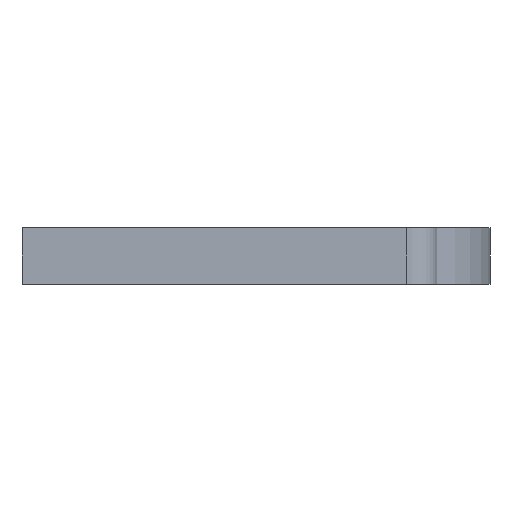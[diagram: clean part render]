
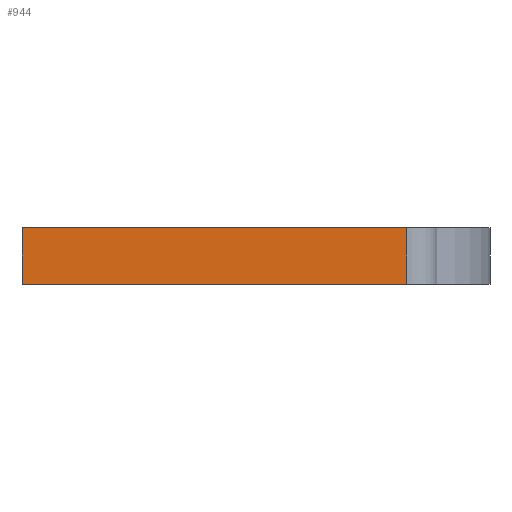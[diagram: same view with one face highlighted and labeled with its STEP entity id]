
A CAD part, front view. The second image highlights one B-rep face of the part: STEP entity #944.
In plain terms, the highlighted planar face has unit normal (0, -1, 0).
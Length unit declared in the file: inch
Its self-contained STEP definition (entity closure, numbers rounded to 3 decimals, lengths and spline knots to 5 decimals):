
#35 = VECTOR ( 'NONE', #1034, 39.37008 ) ;
#42 = CARTESIAN_POINT ( 'NONE',  ( 2.55, 0., 0. ) ) ;
#51 = CARTESIAN_POINT ( 'NONE',  ( 0., 0., 0. ) ) ;
#57 = CARTESIAN_POINT ( 'NONE',  ( 0., 0., 0.375 ) ) ;
#60 = EDGE_LOOP ( 'NONE', ( #555, #919, #183, #1149 ) ) ;
#77 = CARTESIAN_POINT ( 'NONE',  ( 0., 0., 0.375 ) ) ;
#99 = AXIS2_PLACEMENT_3D ( 'NONE', #77, #599, #517 ) ;
#122 = DIRECTION ( 'NONE',  ( 1., 0., 0. ) ) ;
#126 = CARTESIAN_POINT ( 'NONE',  ( 2.55, 0., 0.375 ) ) ;
#142 = EDGE_CURVE ( 'NONE', #614, #870, #1106, .T. ) ;
#183 = ORIENTED_EDGE ( 'NONE', *, *, #338, .F. ) ;
#252 = LINE ( 'NONE', #332, #822 ) ;
#265 = EDGE_CURVE ( 'NONE', #507, #319, #252, .T. ) ;
#319 = VERTEX_POINT ( 'NONE', #550 ) ;
#324 = LINE ( 'NONE', #57, #618 ) ;
#332 = CARTESIAN_POINT ( 'NONE',  ( 0., 0., 0.375 ) ) ;
#338 = EDGE_CURVE ( 'NONE', #507, #870, #324, .T. ) ;
#507 = VERTEX_POINT ( 'NONE', #579 ) ;
#517 = DIRECTION ( 'NONE',  ( 0., 0., 1. ) ) ;
#550 = CARTESIAN_POINT ( 'NONE',  ( 0., 0., 0. ) ) ;
#555 = ORIENTED_EDGE ( 'NONE', *, *, #604, .T. ) ;
#579 = CARTESIAN_POINT ( 'NONE',  ( 0., 0., 0.375 ) ) ;
#599 = DIRECTION ( 'NONE',  ( 0., 1., 0. ) ) ;
#604 = EDGE_CURVE ( 'NONE', #319, #614, #1024, .T. ) ;
#614 = VERTEX_POINT ( 'NONE', #42 ) ;
#618 = VECTOR ( 'NONE', #774, 39.37008 ) ;
#702 = DIRECTION ( 'NONE',  ( 0., 0., -1. ) ) ;
#774 = DIRECTION ( 'NONE',  ( 1., 0., 0. ) ) ;
#792 = PLANE ( 'NONE',  #99 ) ;
#797 = VECTOR ( 'NONE', #122, 39.37008 ) ;
#822 = VECTOR ( 'NONE', #702, 39.37008 ) ;
#870 = VERTEX_POINT ( 'NONE', #1170 ) ;
#919 = ORIENTED_EDGE ( 'NONE', *, *, #142, .T. ) ;
#944 = ADVANCED_FACE ( 'NONE', ( #1056 ), #792, .F. ) ;
#1024 = LINE ( 'NONE', #51, #797 ) ;
#1034 = DIRECTION ( 'NONE',  ( 0., 0., 1. ) ) ;
#1056 = FACE_OUTER_BOUND ( 'NONE', #60, .T. ) ;
#1106 = LINE ( 'NONE', #126, #35 ) ;
#1149 = ORIENTED_EDGE ( 'NONE', *, *, #265, .T. ) ;
#1170 = CARTESIAN_POINT ( 'NONE',  ( 2.55, 0., 0.375 ) ) ;
